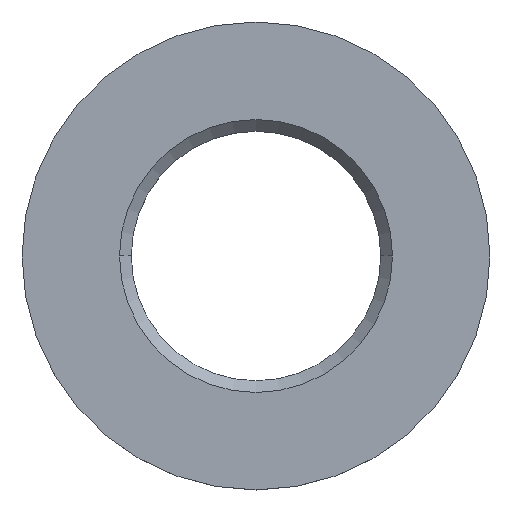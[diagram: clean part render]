
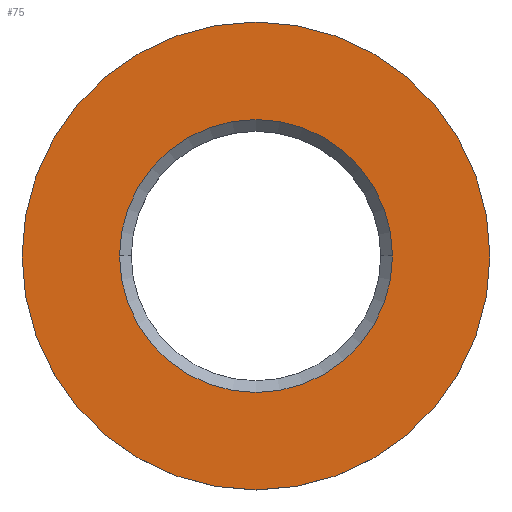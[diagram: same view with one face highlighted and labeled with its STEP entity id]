
A CAD part, top view. The second image highlights one B-rep face of the part: STEP entity #75.
In plain terms, the highlighted planar face has unit normal (0, 0, 1).
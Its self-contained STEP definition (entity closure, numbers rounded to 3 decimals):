
#75=ADVANCED_FACE('',(#181,#182),#183,.T.);
#87=VERTEX_POINT('',#197);
#97=EDGE_CURVE('',#151,#99,#207,.T.);
#99=VERTEX_POINT('',#209);
#113=EDGE_CURVE('',#119,#87,#225,.T.);
#119=VERTEX_POINT('',#232);
#125=EDGE_CURVE('',#99,#151,#238,.T.);
#127=EDGE_CURVE('',#87,#119,#240,.T.);
#151=VERTEX_POINT('',#265);
#181=FACE_OUTER_BOUND('',#287,.T.);
#182=FACE_BOUND('',#288,.T.);
#183=PLANE('',#289);
#197=CARTESIAN_POINT('',(-3.5,0.,2.3));
#207=CIRCLE('',#319,6.0);
#209=CARTESIAN_POINT('',(6.,0.,2.3));
#225=CIRCLE('',#343,3.5);
#232=CARTESIAN_POINT('',(3.5,0.,2.3));
#238=CIRCLE('',#359,6.0);
#240=CIRCLE('',#362,3.5);
#265=CARTESIAN_POINT('',(-6.,0.,2.3));
#287=EDGE_LOOP('',(#422,#423));
#288=EDGE_LOOP('',(#424,#425));
#289=AXIS2_PLACEMENT_3D('',#426,#427,#428);
#319=AXIS2_PLACEMENT_3D('',#459,#460,#461);
#343=AXIS2_PLACEMENT_3D('',#488,#489,#490);
#359=AXIS2_PLACEMENT_3D('',#505,#506,#507);
#362=AXIS2_PLACEMENT_3D('',#508,#509,#510);
#422=ORIENTED_EDGE('',*,*,#97,.F.);
#423=ORIENTED_EDGE('',*,*,#125,.F.);
#424=ORIENTED_EDGE('',*,*,#127,.T.);
#425=ORIENTED_EDGE('',*,*,#113,.T.);
#426=CARTESIAN_POINT('',(-4.75,0.,2.3));
#427=DIRECTION('',(0.0,0.0,1.0));
#428=DIRECTION('',(-1.0,0.,0.0));
#459=CARTESIAN_POINT('',(0.,0.,2.3));
#460=DIRECTION('',(-0.0,0.0,-1.0));
#461=DIRECTION('',(-1.0,0.,0.0));
#488=CARTESIAN_POINT('',(0.,0.,2.3));
#489=DIRECTION('',(-0.0,0.0,-1.0));
#490=DIRECTION('',(-1.0,0.,0.0));
#505=CARTESIAN_POINT('',(0.,0.,2.3));
#506=DIRECTION('',(-0.0,0.0,-1.0));
#507=DIRECTION('',(-1.0,0.,0.0));
#508=CARTESIAN_POINT('',(0.,0.,2.3));
#509=DIRECTION('',(-0.0,0.0,-1.0));
#510=DIRECTION('',(-1.0,0.,0.0));
